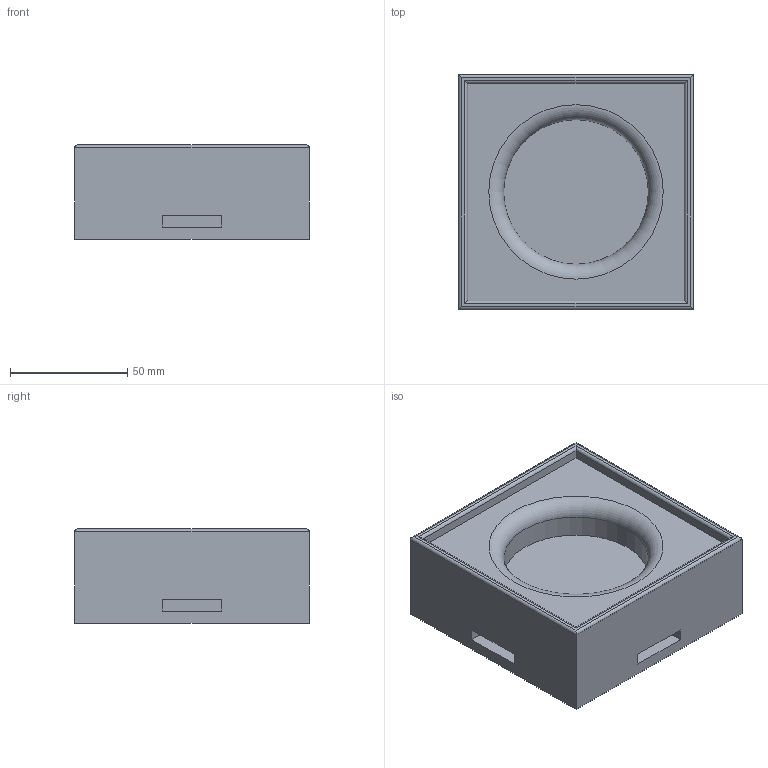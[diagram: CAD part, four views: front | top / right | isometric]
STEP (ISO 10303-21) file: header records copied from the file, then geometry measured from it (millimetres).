
FILE_DESCRIPTION(/* description */ (''),/* implementation_level */ '2;1');
FILE_NAME(/* name */ 'Tandem Autosoft 90 Holder.step',/* time_stamp */ '2024-07-20T17:10:47-05:00',/* author */ (''),/* organization */ (''),/* preprocessor_version */ 'ST-DEVELOPER v20',/* originating_system */ 'Autodesk Translation Framework v13.14.0.145',/* authorisation */ '');
FILE_SCHEMA (('AUTOMOTIVE_DESIGN { 1 0 10303 214 3 1 1 }'));
Length unit declared in the file: inch
Products named in the file (1): Tandem Autosoft 90 Holder
Bounding box: 100 x 100 x 40.08 mm (x, y, z)
Volume: 301948.7 mm3; surface area: 43124.4 mm2
Topology: 1 solids, 1 shells, 42 faces, 93 edges, 59 vertices
Faces by surface type: plane 32, cylinder 9, torus 1
Full cylindrical faces by diameter (mm): 61.595 x1
Entity records: 1172 total; most frequent: CARTESIAN_POINT 195, DIRECTION 191, ORIENTED_EDGE 186, EDGE_CURVE 93, LINE 81, VECTOR 81, VERTEX_POINT 59, AXIS2_PLACEMENT_3D 55
